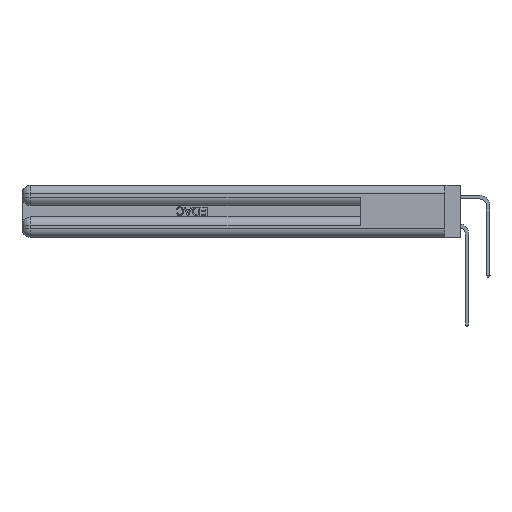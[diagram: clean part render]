
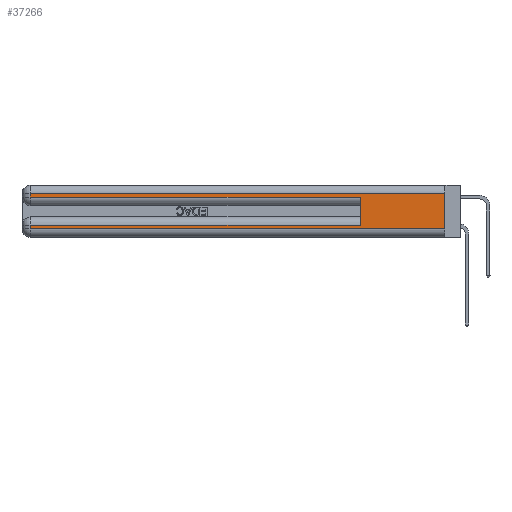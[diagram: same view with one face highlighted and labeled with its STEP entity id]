
A CAD part, left-side view. The second image highlights one B-rep face of the part: STEP entity #37266.
In plain terms, the highlighted planar face has unit normal (-1, 0, 0).
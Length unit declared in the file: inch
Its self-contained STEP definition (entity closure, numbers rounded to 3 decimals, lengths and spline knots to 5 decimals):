
#1458 = EDGE_CURVE ( 'NONE', #28916, #41755, #28810, .T. ) ;
#1576 = VERTEX_POINT ( 'NONE', #38002 ) ;
#1867 = DIRECTION ( 'NONE',  ( 0., 0., 1. ) ) ;
#2032 = ORIENTED_EDGE ( 'NONE', *, *, #34719, .T. ) ;
#2590 = CARTESIAN_POINT ( 'NONE',  ( 0., 0., 0.06 ) ) ;
#5302 = EDGE_CURVE ( 'NONE', #8545, #1576, #6895, .T. ) ;
#5861 = CARTESIAN_POINT ( 'NONE',  ( 0., 0., 0.37 ) ) ;
#5992 = CARTESIAN_POINT ( 'NONE',  ( 0., 2.94, 0.06 ) ) ;
#6229 = VECTOR ( 'NONE', #24838, 39.37008 ) ;
#6895 = LINE ( 'NONE', #13914, #24564 ) ;
#7833 = VERTEX_POINT ( 'NONE', #34855 ) ;
#8408 = CARTESIAN_POINT ( 'NONE',  ( 0., 0., 0.285 ) ) ;
#8545 = VERTEX_POINT ( 'NONE', #18367 ) ;
#8825 = ORIENTED_EDGE ( 'NONE', *, *, #5302, .T. ) ;
#9352 = EDGE_CURVE ( 'NONE', #8545, #24780, #38629, .T. ) ;
#9427 = DIRECTION ( 'NONE',  ( 1., 0., 0. ) ) ;
#9480 = VECTOR ( 'NONE', #32865, 39.37008 ) ;
#11969 = DIRECTION ( 'NONE',  ( 0., -1., 0. ) ) ;
#12372 = VECTOR ( 'NONE', #19983, 39.37008 ) ;
#13767 = EDGE_CURVE ( 'NONE', #42909, #31763, #29384, .T. ) ;
#13914 = CARTESIAN_POINT ( 'NONE',  ( 0., 0., 0.085 ) ) ;
#13967 = VECTOR ( 'NONE', #38821, 39.37008 ) ;
#14110 = CARTESIAN_POINT ( 'NONE',  ( 0., 0., 0.37 ) ) ;
#14647 = ORIENTED_EDGE ( 'NONE', *, *, #24037, .T. ) ;
#15708 = ORIENTED_EDGE ( 'NONE', *, *, #9352, .F. ) ;
#16241 = DIRECTION ( 'NONE',  ( 0., 0., -1. ) ) ;
#17757 = CARTESIAN_POINT ( 'NONE',  ( 0., 2.94, 0.37 ) ) ;
#18367 = CARTESIAN_POINT ( 'NONE',  ( 0., 0.6, 0.085 ) ) ;
#19851 = VECTOR ( 'NONE', #1867, 39.37008 ) ;
#19983 = DIRECTION ( 'NONE',  ( 0., 1., 0. ) ) ;
#20508 = VECTOR ( 'NONE', #16241, 39.37008 ) ;
#22117 = ORIENTED_EDGE ( 'NONE', *, *, #1458, .T. ) ;
#22277 = LINE ( 'NONE', #14110, #13967 ) ;
#22452 = EDGE_CURVE ( 'NONE', #7833, #31763, #22277, .T. ) ;
#24037 = EDGE_CURVE ( 'NONE', #1576, #42909, #34413, .T. ) ;
#24564 = VECTOR ( 'NONE', #24568, 39.37008 ) ;
#24568 = DIRECTION ( 'NONE',  ( 0., 1., 0. ) ) ;
#24780 = VERTEX_POINT ( 'NONE', #25093 ) ;
#24838 = DIRECTION ( 'NONE',  ( 0., 0., -1. ) ) ;
#25093 = CARTESIAN_POINT ( 'NONE',  ( 0., 0.6, 0.285 ) ) ;
#26381 = VECTOR ( 'NONE', #11969, 39.37008 ) ;
#27043 = PLANE ( 'NONE',  #44810 ) ;
#28810 = LINE ( 'NONE', #33823, #20508 ) ;
#28916 = VERTEX_POINT ( 'NONE', #43463 ) ;
#29335 = CARTESIAN_POINT ( 'NONE',  ( 0., 0., 0.06 ) ) ;
#29384 = LINE ( 'NONE', #29335, #9480 ) ;
#30480 = ORIENTED_EDGE ( 'NONE', *, *, #13767, .T. ) ;
#31763 = VERTEX_POINT ( 'NONE', #2590 ) ;
#32865 = DIRECTION ( 'NONE',  ( 0., -1., 0. ) ) ;
#33823 = CARTESIAN_POINT ( 'NONE',  ( 0., 2.94, 0.37 ) ) ;
#34129 = DIRECTION ( 'NONE',  ( 0., 0., -1. ) ) ;
#34413 = LINE ( 'NONE', #17757, #6229 ) ;
#34719 = EDGE_CURVE ( 'NONE', #41755, #24780, #45187, .T. ) ;
#34855 = CARTESIAN_POINT ( 'NONE',  ( 0., 0., 0.31 ) ) ;
#37266 = ADVANCED_FACE ( 'NONE', ( #45611 ), #27043, .F. ) ;
#38002 = CARTESIAN_POINT ( 'NONE',  ( 0., 2.94, 0.085 ) ) ;
#38184 = EDGE_LOOP ( 'NONE', ( #44630, #38524, #22117, #2032, #15708, #8825, #14647, #30480 ) ) ;
#38524 = ORIENTED_EDGE ( 'NONE', *, *, #42197, .T. ) ;
#38629 = LINE ( 'NONE', #40663, #19851 ) ;
#38821 = DIRECTION ( 'NONE',  ( 0., 0., -1. ) ) ;
#39441 = LINE ( 'NONE', #41127, #12372 ) ;
#40663 = CARTESIAN_POINT ( 'NONE',  ( 0., 0.6, 0.145 ) ) ;
#41127 = CARTESIAN_POINT ( 'NONE',  ( 0., 0., 0.31 ) ) ;
#41755 = VERTEX_POINT ( 'NONE', #45030 ) ;
#42197 = EDGE_CURVE ( 'NONE', #7833, #28916, #39441, .T. ) ;
#42909 = VERTEX_POINT ( 'NONE', #5992 ) ;
#43463 = CARTESIAN_POINT ( 'NONE',  ( 0., 2.94, 0.31 ) ) ;
#44630 = ORIENTED_EDGE ( 'NONE', *, *, #22452, .F. ) ;
#44810 = AXIS2_PLACEMENT_3D ( 'NONE', #5861, #9427, #34129 ) ;
#45030 = CARTESIAN_POINT ( 'NONE',  ( 0., 2.94, 0.285 ) ) ;
#45187 = LINE ( 'NONE', #8408, #26381 ) ;
#45611 = FACE_OUTER_BOUND ( 'NONE', #38184, .T. ) ;
